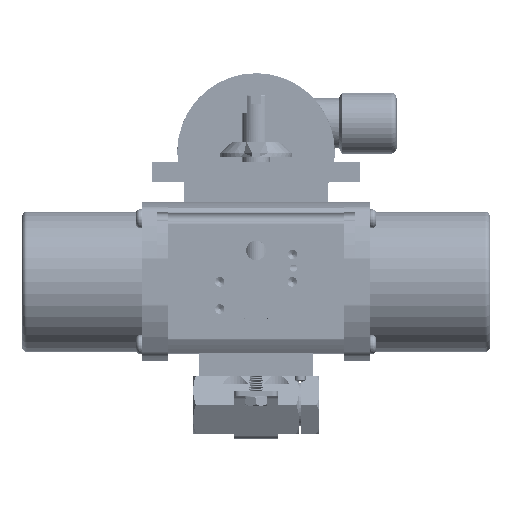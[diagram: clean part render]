
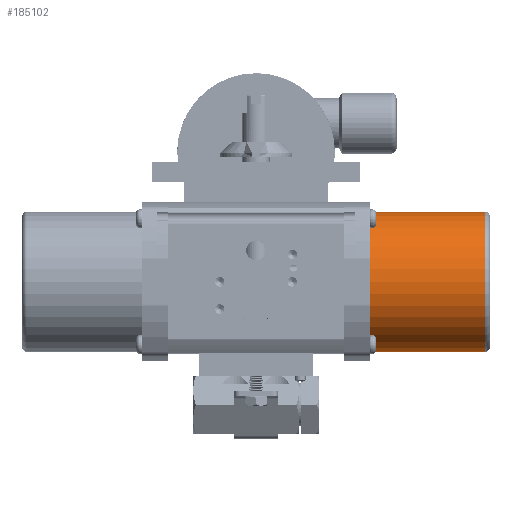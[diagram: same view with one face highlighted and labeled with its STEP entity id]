
A CAD part, top view. The second image highlights one B-rep face of the part: STEP entity #185102.
In plain terms, the highlighted cylindrical face has radius 30.963 mm (diameter 61.925 mm), a partial arc.
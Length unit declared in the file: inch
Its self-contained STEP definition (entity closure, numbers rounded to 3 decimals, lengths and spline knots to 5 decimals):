
#930 = EDGE_CURVE ( 'NONE', #50859, #137040, #62847, .T. ) ;
#6129 = DIRECTION ( 'NONE',  ( 1., 0., 0. ) ) ;
#6753 = DIRECTION ( 'NONE',  ( 0., -1., 0. ) ) ;
#13222 = VERTEX_POINT ( 'NONE', #189758 ) ;
#16092 = DIRECTION ( 'NONE',  ( -1., 0., 0. ) ) ;
#18151 = ORIENTED_EDGE ( 'NONE', *, *, #141210, .T. ) ;
#33865 = CARTESIAN_POINT ( 'NONE',  ( 3.9725, 3.355, 0. ) ) ;
#44751 = EDGE_LOOP ( 'NONE', ( #128517, #18151, #157649, #112395 ) ) ;
#48712 = DIRECTION ( 'NONE',  ( 0., 1., 0. ) ) ;
#50859 = VERTEX_POINT ( 'NONE', #33865 ) ;
#55584 = EDGE_CURVE ( 'NONE', #13222, #171662, #128353, .T. ) ;
#56062 = AXIS2_PLACEMENT_3D ( 'NONE', #105380, #6129, #122054 ) ;
#62847 = LINE ( 'NONE', #191328, #189512 ) ;
#73520 = AXIS2_PLACEMENT_3D ( 'NONE', #204888, #106005, #6753 ) ;
#76839 = EDGE_CURVE ( 'NONE', #137040, #171662, #162525, .T. ) ;
#87388 = CARTESIAN_POINT ( 'NONE',  ( 1.7145, 0.917, 0. ) ) ;
#91760 = CYLINDRICAL_SURFACE ( 'NONE', #183678, 1.219 ) ;
#93171 = DIRECTION ( 'NONE',  ( -1., 0., 0. ) ) ;
#96912 = FACE_OUTER_BOUND ( 'NONE', #44751, .T. ) ;
#105380 = CARTESIAN_POINT ( 'NONE',  ( 1.8575, 2.136, 0. ) ) ;
#106005 = DIRECTION ( 'NONE',  ( -1., 0., 0. ) ) ;
#112395 = ORIENTED_EDGE ( 'NONE', *, *, #76839, .T. ) ;
#122054 = DIRECTION ( 'NONE',  ( 0., -1., 0. ) ) ;
#128353 = LINE ( 'NONE', #87388, #210949 ) ;
#128517 = ORIENTED_EDGE ( 'NONE', *, *, #55584, .F. ) ;
#131228 = CARTESIAN_POINT ( 'NONE',  ( 1.7145, 2.136, 0. ) ) ;
#137040 = VERTEX_POINT ( 'NONE', #161960 ) ;
#140977 = CARTESIAN_POINT ( 'NONE',  ( 1.8575, 0.917, 0. ) ) ;
#141210 = EDGE_CURVE ( 'NONE', #13222, #50859, #167244, .T. ) ;
#157649 = ORIENTED_EDGE ( 'NONE', *, *, #930, .T. ) ;
#161960 = CARTESIAN_POINT ( 'NONE',  ( 1.8575, 3.355, 0. ) ) ;
#162525 = CIRCLE ( 'NONE', #56062, 1.219 ) ;
#167244 = CIRCLE ( 'NONE', #73520, 1.219 ) ;
#169694 = DIRECTION ( 'NONE',  ( -1., 0., 0. ) ) ;
#171662 = VERTEX_POINT ( 'NONE', #140977 ) ;
#183678 = AXIS2_PLACEMENT_3D ( 'NONE', #131228, #16092, #48712 ) ;
#185102 = ADVANCED_FACE ( 'NONE', ( #96912 ), #91760, .T. ) ;
#189512 = VECTOR ( 'NONE', #93171, 39.37008 ) ;
#189758 = CARTESIAN_POINT ( 'NONE',  ( 3.9725, 0.917, 0. ) ) ;
#191328 = CARTESIAN_POINT ( 'NONE',  ( 1.7145, 3.355, 0. ) ) ;
#204888 = CARTESIAN_POINT ( 'NONE',  ( 3.9725, 2.136, 0. ) ) ;
#210949 = VECTOR ( 'NONE', #169694, 39.37008 ) ;
